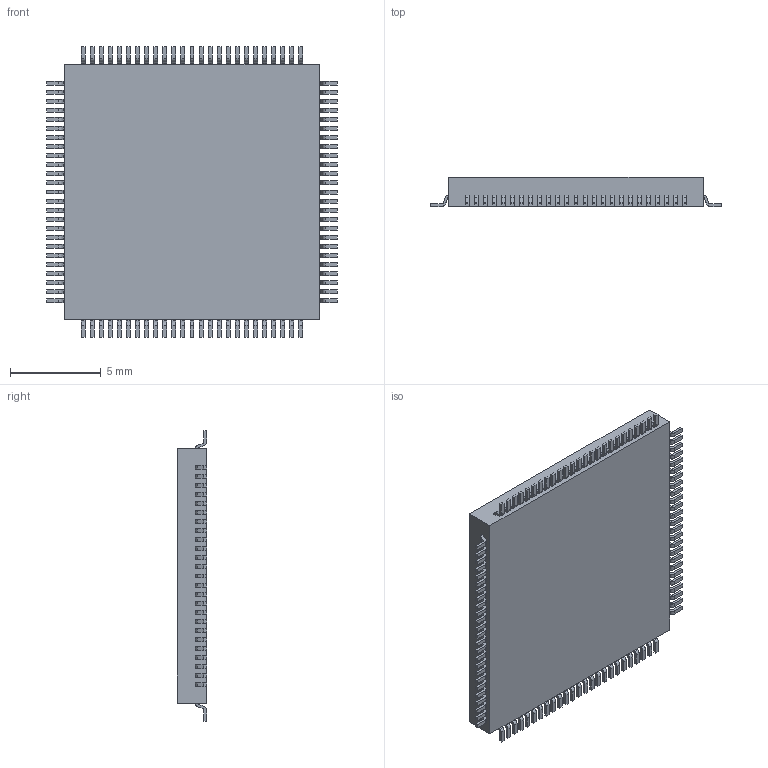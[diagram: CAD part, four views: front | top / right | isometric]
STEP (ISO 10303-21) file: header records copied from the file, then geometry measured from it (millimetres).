
FILE_DESCRIPTION (( 'STEP AP214' ), '1' );
FILE_NAME ( 'QFP50P1600X1600X160-100N.step', '2018-11-19T2:44:0', ( '' ), ( '' ), 'EDABuilder', 'EMA Design Automation', '' );
FILE_SCHEMA (( 'AUTOMOTIVE_DESIGN' ));
Length unit declared in the file: millimetre
Products named in the file (1): face1_BC
Bounding box: 16 x 1.6 x 16 mm (x, y, z)
Volume: 318.7 mm3; surface area: 583.6 mm2
Topology: 102 solids, 102 shells, 1409 faces, 3615 edges, 2410 vertices
Faces by surface type: plane 1008, cylinder 401
Full cylindrical faces by diameter (mm): 0.995 x1
Entity records: 44596 total; most frequent: CARTESIAN_POINT 7536, DIRECTION 7440, ORIENTED_EDGE 7228, EDGE_CURVE 3614, LINE 2812, VECTOR 2812, VERTEX_POINT 2410, AXIS2_PLACEMENT_3D 2314
